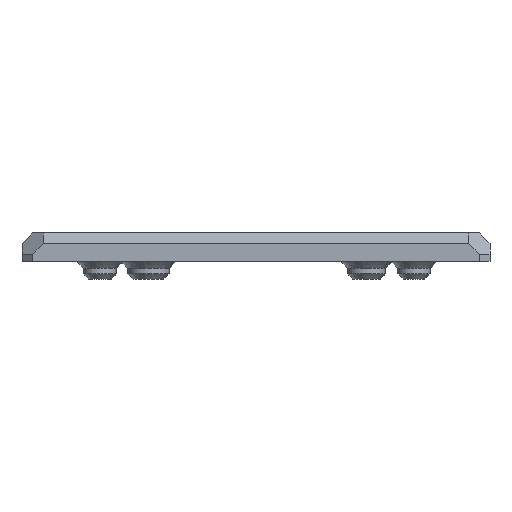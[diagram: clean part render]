
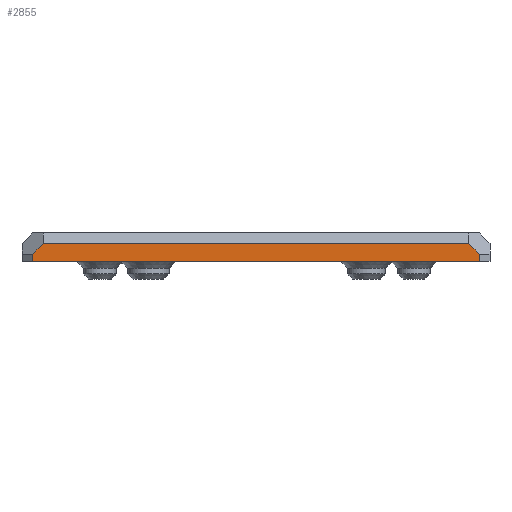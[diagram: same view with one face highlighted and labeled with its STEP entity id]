
A CAD part, front view. The second image highlights one B-rep face of the part: STEP entity #2855.
In plain terms, the highlighted planar face has unit normal (0, -1, 0).
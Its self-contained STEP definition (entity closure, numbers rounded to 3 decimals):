
#206=PLANE('',#3155);
#367=FACE_OUTER_BOUND('',#570,.T.);
#570=EDGE_LOOP('',(#2660,#2661,#2662,#2663,#2664,#2665));
#625=LINE('',#4557,#862);
#761=LINE('',#5241,#998);
#764=LINE('',#5246,#1001);
#765=LINE('',#5249,#1002);
#807=LINE('',#5451,#1044);
#808=LINE('',#5453,#1045);
#862=VECTOR('',#3274,10.);
#998=VECTOR('',#3810,10.);
#1001=VECTOR('',#3815,10.);
#1002=VECTOR('',#3818,10.);
#1044=VECTOR('',#3956,10.);
#1045=VECTOR('',#3959,10.);
#1280=VERTEX_POINT('',#4553);
#1282=VERTEX_POINT('',#4556);
#1465=VERTEX_POINT('',#5238);
#1466=VERTEX_POINT('',#5240);
#1467=VERTEX_POINT('',#5244);
#1468=VERTEX_POINT('',#5248);
#1557=EDGE_CURVE('',#1282,#1280,#625,.T.);
#1818=EDGE_CURVE('',#1465,#1466,#761,.T.);
#1821=EDGE_CURVE('',#1466,#1467,#764,.T.);
#1822=EDGE_CURVE('',#1467,#1468,#765,.T.);
#1871=EDGE_CURVE('',#1282,#1465,#807,.T.);
#1872=EDGE_CURVE('',#1468,#1280,#808,.T.);
#2660=ORIENTED_EDGE('',*,*,#1557,.T.);
#2661=ORIENTED_EDGE('',*,*,#1872,.F.);
#2662=ORIENTED_EDGE('',*,*,#1822,.F.);
#2663=ORIENTED_EDGE('',*,*,#1821,.F.);
#2664=ORIENTED_EDGE('',*,*,#1818,.F.);
#2665=ORIENTED_EDGE('',*,*,#1871,.F.);
#2855=ADVANCED_FACE('',(#367),#206,.T.);
#3155=AXIS2_PLACEMENT_3D('',#5452,#3957,#3958);
#3274=DIRECTION('',(1.,0.,0.));
#3810=DIRECTION('',(0.707,0.,0.707));
#3815=DIRECTION('',(1.,0.,0.));
#3818=DIRECTION('',(0.707,0.,-0.707));
#3956=DIRECTION('',(0.,0.,1.));
#3957=DIRECTION('center_axis',(0.,-1.,0.));
#3958=DIRECTION('ref_axis',(1.,0.,0.));
#3959=DIRECTION('',(0.,0.,-1.));
#4553=CARTESIAN_POINT('',(29.381,-56.95,26.));
#4556=CARTESIAN_POINT('',(-33.381,-56.95,26.));
#4557=CARTESIAN_POINT('',(-18.266,-56.95,26.));
#5238=CARTESIAN_POINT('',(-33.381,-56.95,27.));
#5240=CARTESIAN_POINT('',(-31.881,-56.95,28.5));
#5241=CARTESIAN_POINT('',(-40.631,-56.95,19.75));
#5244=CARTESIAN_POINT('',(27.881,-56.95,28.5));
#5246=CARTESIAN_POINT('',(-18.44,-56.95,28.5));
#5248=CARTESIAN_POINT('',(29.381,-56.95,27.));
#5249=CARTESIAN_POINT('',(19.815,-56.95,36.566));
#5451=CARTESIAN_POINT('',(-33.381,-56.95,1.));
#5452=CARTESIAN_POINT('Origin',(-34.881,-56.95,1.));
#5453=CARTESIAN_POINT('',(29.381,-56.95,1.));
